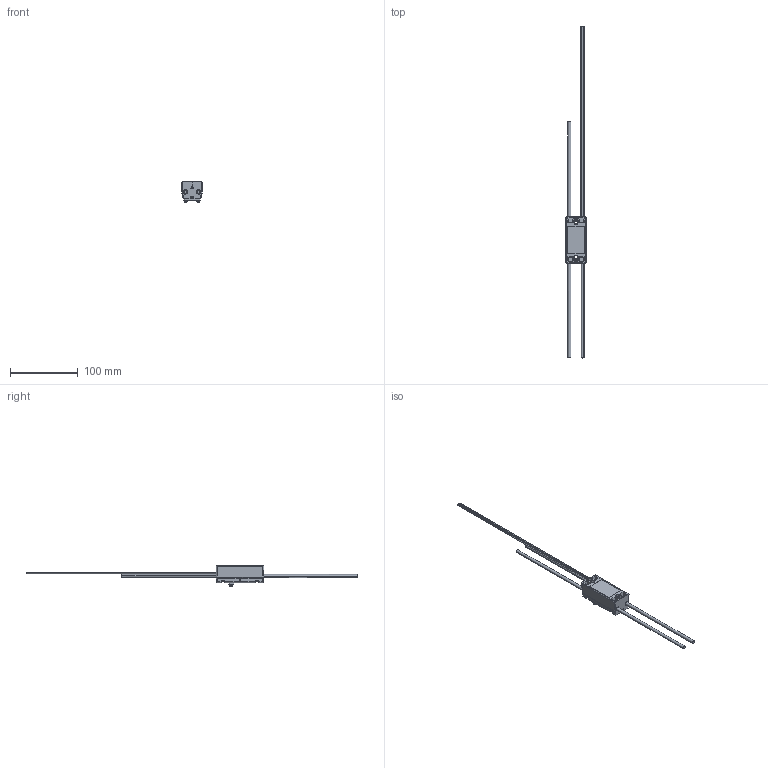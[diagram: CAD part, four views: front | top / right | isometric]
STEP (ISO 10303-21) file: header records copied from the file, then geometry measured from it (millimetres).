
FILE_DESCRIPTION (( 'STEP AP214' ), '1' );
FILE_NAME ('217-8080-STEP-20150925.STEP', '2015-09-25T15:41:14', ( '' ), ( '' ), 'SwSTEP 2.0', 'SolidWorks 2015', '' );
FILE_SCHEMA (( 'AUTOMOTIVE_DESIGN' ));
Length unit declared in the file: millimetre
Products named in the file (4): 217-8080-STEP-20150925; 217-8080-002 Rev1; 217-8080-baseRev4; 217-8080-005 Rev1_91251A105
Assembly tree (4 placements, depth 2):
  217-8080-STEP-20150925
    217-8080-baseRev4
    217-8080-002 Rev1
    217-8080-005 Rev1_91251A105  x2
Bounding box: 30.47 x 491.79 x 30.04 mm (x, y, z)
Volume: 37950.8 mm3; surface area: 35015.1 mm2
Topology: 4 solids, 12 shells, 2419 faces, 6022 edges, 3461 vertices
Faces by surface type: cylinder 858, plane 759, bspline 397, sphere 236, cone 86, torus 83
Entity records: 98857 total; most frequent: CARTESIAN_POINT 24690, ORIENTED_EDGE 11538, DIRECTION 9981, EDGE_CURVE 5769, AXIS2_PLACEMENT_3D 3599, VERTEX_POINT 3433, VECTOR 2783, LINE 2783
